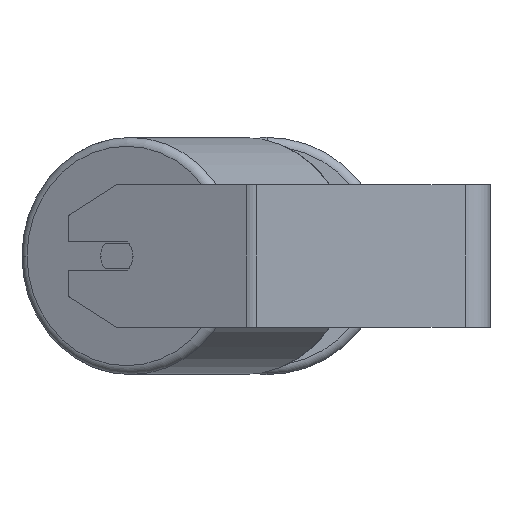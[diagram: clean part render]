
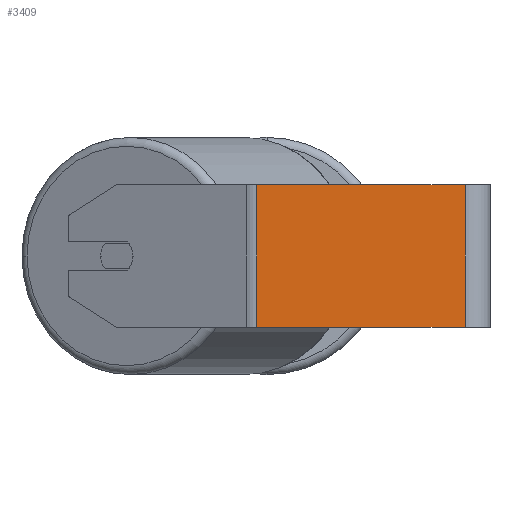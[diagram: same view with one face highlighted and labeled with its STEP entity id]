
A CAD part, left-side view. The second image highlights one B-rep face of the part: STEP entity #3409.
In plain terms, the highlighted planar face has unit normal (-1, 0, 0).
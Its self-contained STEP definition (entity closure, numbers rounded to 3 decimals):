
#103 = EDGE_LOOP ( 'NONE', ( #2265, #4185, #8358, #6744 ) ) ;
#131 = CARTESIAN_POINT ( 'NONE',  ( -310., 133.798, 40. ) ) ;
#163 = CARTESIAN_POINT ( 'NONE',  ( -310., 133.798, 40. ) ) ;
#434 = VERTEX_POINT ( 'NONE', #4505 ) ;
#531 = EDGE_CURVE ( 'NONE', #434, #2703, #3365, .T. ) ;
#553 = VERTEX_POINT ( 'NONE', #888 ) ;
#683 = AXIS2_PLACEMENT_3D ( 'NONE', #163, #1339, #8002 ) ;
#888 = CARTESIAN_POINT ( 'NONE',  ( -310., 14., 40. ) ) ;
#949 = CARTESIAN_POINT ( 'NONE',  ( -310., 130.695, -40. ) ) ;
#1339 = DIRECTION ( 'NONE',  ( 1., 0., 0. ) ) ;
#1521 = CARTESIAN_POINT ( 'NONE',  ( -310., 130.695, 40. ) ) ;
#1834 = EDGE_CURVE ( 'NONE', #2703, #8129, #6739, .T. ) ;
#1929 = CARTESIAN_POINT ( 'NONE',  ( -310., 14., 40. ) ) ;
#2265 = ORIENTED_EDGE ( 'NONE', *, *, #1834, .T. ) ;
#2703 = VERTEX_POINT ( 'NONE', #949 ) ;
#2717 = FACE_OUTER_BOUND ( 'NONE', #103, .T. ) ;
#2804 = PLANE ( 'NONE',  #683 ) ;
#3341 = LINE ( 'NONE', #1929, #8308 ) ;
#3365 = LINE ( 'NONE', #1521, #7443 ) ;
#3409 = ADVANCED_FACE ( 'NONE', ( #2717 ), #2804, .F. ) ;
#3971 = DIRECTION ( 'NONE',  ( 0., -1., 0. ) ) ;
#3982 = DIRECTION ( 'NONE',  ( 0., 0., -1. ) ) ;
#4098 = DIRECTION ( 'NONE',  ( 0., -1., 0. ) ) ;
#4185 = ORIENTED_EDGE ( 'NONE', *, *, #4195, .F. ) ;
#4195 = EDGE_CURVE ( 'NONE', #553, #8129, #3341, .T. ) ;
#4505 = CARTESIAN_POINT ( 'NONE',  ( -310., 130.695, 40. ) ) ;
#5882 = LINE ( 'NONE', #131, #7124 ) ;
#6557 = DIRECTION ( 'NONE',  ( 0., 0., -1. ) ) ;
#6739 = LINE ( 'NONE', #8013, #8007 ) ;
#6744 = ORIENTED_EDGE ( 'NONE', *, *, #531, .T. ) ;
#7124 = VECTOR ( 'NONE', #3971, 1000. ) ;
#7443 = VECTOR ( 'NONE', #6557, 1000. ) ;
#8002 = DIRECTION ( 'NONE',  ( 0., 0., -1. ) ) ;
#8007 = VECTOR ( 'NONE', #4098, 1000. ) ;
#8013 = CARTESIAN_POINT ( 'NONE',  ( -310., 133.798, -40. ) ) ;
#8129 = VERTEX_POINT ( 'NONE', #8224 ) ;
#8224 = CARTESIAN_POINT ( 'NONE',  ( -310., 14., -40. ) ) ;
#8308 = VECTOR ( 'NONE', #3982, 1000. ) ;
#8358 = ORIENTED_EDGE ( 'NONE', *, *, #8387, .F. ) ;
#8387 = EDGE_CURVE ( 'NONE', #434, #553, #5882, .T. ) ;
